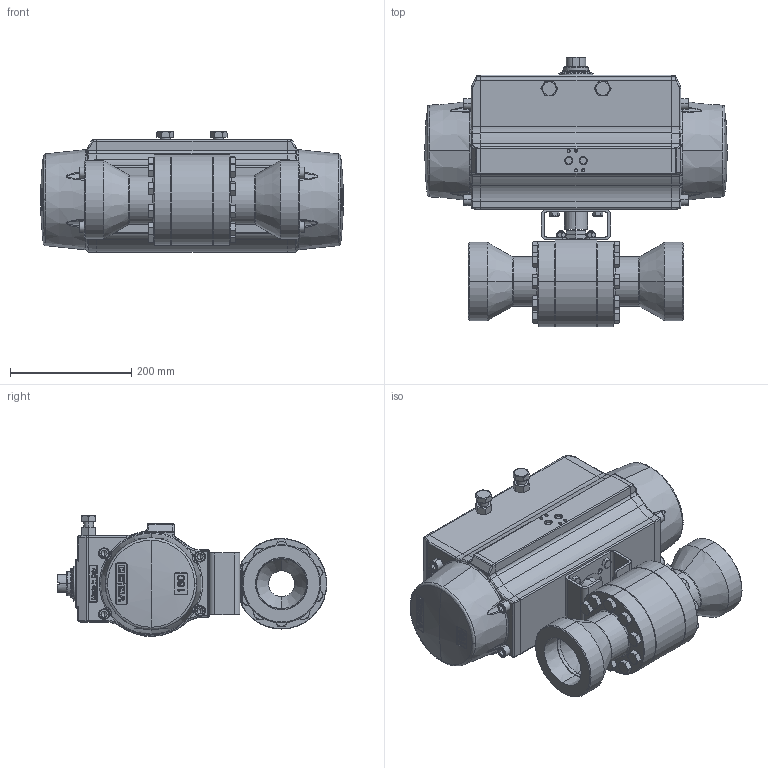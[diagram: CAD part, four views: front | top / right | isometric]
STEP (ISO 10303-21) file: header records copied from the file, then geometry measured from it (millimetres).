
FILE_DESCRIPTION (( 'STEP AP203' ), '1' );
FILE_NAME ('10000F-3X2-XPT_UT-5.STEP', '2017-11-02T13:17:52', ( '' ), ( '' ), 'SwSTEP 2.0', 'SolidWorks 2014', '' );
FILE_SCHEMA (( 'CONFIG_CONTROL_DESIGN' ));
Length unit declared in the file: inch
Products named in the file (1): 10000F-3X2-XPT_UT-5
Bounding box: 500 x 445.34 x 199.4 mm (x, y, z)
Surface area: 715655.1 mm2 (no closed solid volume)
Topology: 0 solids, 79 shells, 1441 faces, 4751 edges, 3225 vertices
Faces by surface type: plane 553, bspline 299, cone 284, cylinder 255, sphere 40, torus 10
Entity records: 85175 total; most frequent: CARTESIAN_POINT 48515, ORIENTED_EDGE 7453, DIRECTION 6461, EDGE_CURVE 4703, VERTEX_POINT 3225, AXIS2_PLACEMENT_3D 2358, LINE 1745, VECTOR 1745
